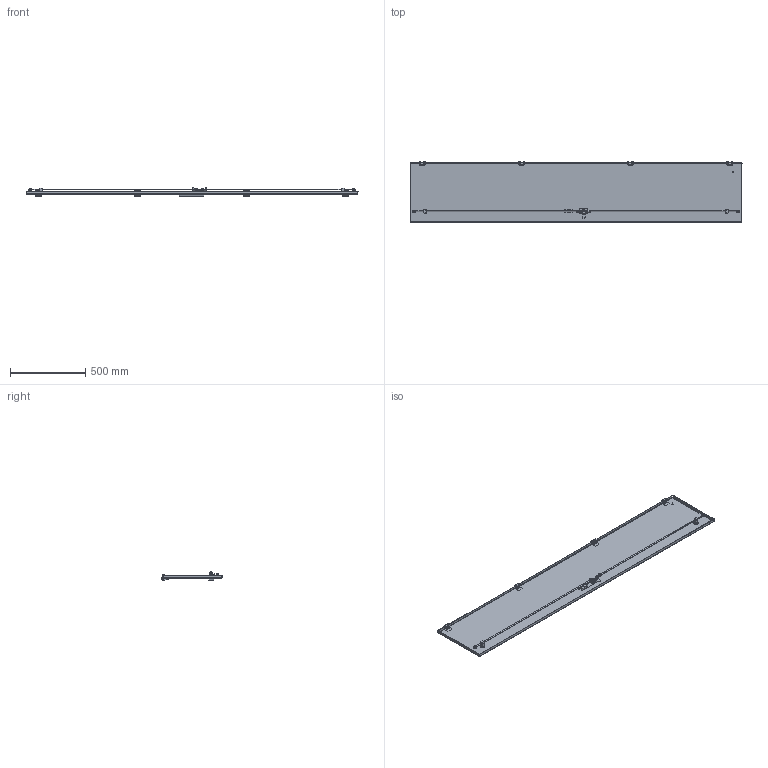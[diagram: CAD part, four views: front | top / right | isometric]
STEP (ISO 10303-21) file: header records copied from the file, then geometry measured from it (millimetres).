
FILE_DESCRIPTION (( 'STEP AP203' ), '1' );
FILE_NAME ('Äâåðü FORT äëÿ êîðïóñà âûñîòîé 2200 è øèðèíîé 400 IP31 EKF PROxima.STEP', '2021-05-25T06:36:20', ( '' ), ( '' ), 'SwSTEP 2.0', 'SolidWorks 2021', '' );
FILE_SCHEMA (( 'CONFIG_CONTROL_DESIGN' ));
Length unit declared in the file: millimetre
Products named in the file (19): hex thin nut gradeb_din_Hexagon Nut ISO 4036 - M6 - N; Óãëîâàÿ ïåòëÿ Àòîñ; pan head cross collar screw_din_DIN 967 - M4 x 16 - Z --- 14.6N; Çàìîê â ñáîðå Àòîñ; êîðïóñ ïåòëè1; Øïèëüêà ïðèâàðíàÿ Ì6õ25 DIN 13918; îñíîâàíèå ïåòëè1; 幄鍧 獲闃 1000; countersunk raised head cross recess screw_din_DIN EN ISO 7047 - M4 x 10 - Z - 10N; Äåðæàòåëü òÿãè àòîñ; Êîðïóñ äâåðíîé ðó÷êè Àòîñ; ÌÈ-1272.02.00.001 Äâåðü 400õ2200; îñü ïåòëè; 幄鍧 獲闃 1100; 剒蜲錪 獲闃; Äåðæàòåëü øòîêà; Äâåðü FORT äëÿ êîðïóñà âûñîòîé 2200 è øèðèíîé 400 IP31 EKF PROxima; Øïèëüêà Ì6õ12; Ìåõàíèçì äâåðè Àòîñ
Assembly tree (27 placements, depth 3):
  Äâåðü FORT äëÿ êîðïóñà âûñîòîé 2200 è øèðèíîé 400 IP31 EKF PROxima
    ÌÈ-1272.02.00.001 Äâåðü 400õ2200
    Óãëîâàÿ ïåòëÿ Àòîñ  x4
      îñíîâàíèå ïåòëè1
      êîðïóñ ïåòëè1
      îñü ïåòëè
    Çàìîê â ñáîðå Àòîñ
      Êîðïóñ äâåðíîé ðó÷êè Àòîñ
      Ìåõàíèçì äâåðè Àòîñ
      剒蜲錪 獲闃
      pan head cross collar screw_din_DIN 967 - M4 x 16 - Z --- 14.6N  x2
    Äåðæàòåëü òÿãè àòîñ  x2
    hex thin nut gradeb_din_Hexagon Nut ISO 4036 - M6 - N  x2
    Øïèëüêà ïðèâàðíàÿ Ì6õ25 DIN 13918  x2
    Äåðæàòåëü øòîêà  x2
    幄鍧 獲闃 1000
    幄鍧 獲闃 1100
    countersunk raised head cross recess screw_din_DIN EN ISO 7047 - M4 x 10 - Z - 10N  x2
    Øïèëüêà Ì6õ12
Bounding box: 2200 x 397.75 x 58.1 mm (x, y, z)
Volume: 2199898.9 mm3; surface area: 2046644.7 mm2
Topology: 31 solids, 31 shells, 826 faces, 2009 edges, 1262 vertices
Faces by surface type: plane 432, cylinder 270, bspline 66, cone 42, torus 8, sphere 8
Entity records: 18051 total; most frequent: CARTESIAN_POINT 4476, DIRECTION 2426, ORIENTED_EDGE 2292, EDGE_CURVE 1146, AXIS2_PLACEMENT_3D 891, VERTEX_POINT 719, VECTOR 644, LINE 644
